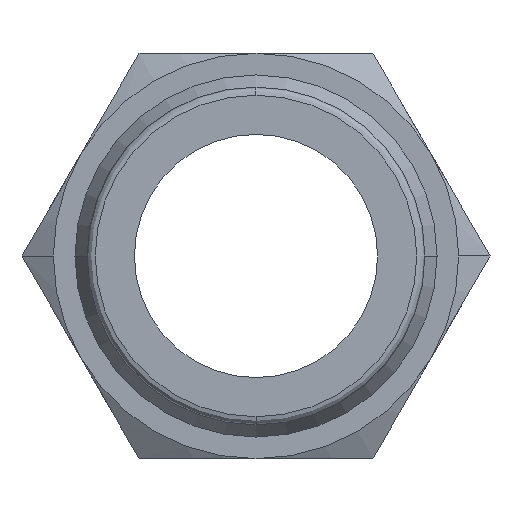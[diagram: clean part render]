
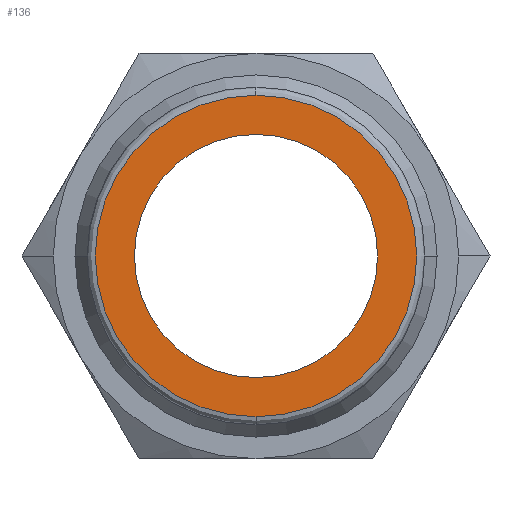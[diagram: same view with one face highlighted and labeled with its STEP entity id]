
A CAD part, front view. The second image highlights one B-rep face of the part: STEP entity #136.
In plain terms, the highlighted planar face has unit normal (0, -1, 0).
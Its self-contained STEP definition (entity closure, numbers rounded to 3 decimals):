
#136=ADVANCED_FACE('',(#281,#282),#283,.T.);
#281=FACE_BOUND('',#430,.T.);
#282=FACE_OUTER_BOUND('',#431,.T.);
#283=PLANE('',#432);
#430=EDGE_LOOP('',(#746,#747));
#431=EDGE_LOOP('',(#748,#749,#750));
#432=AXIS2_PLACEMENT_3D('',#751,#752,#753);
#746=ORIENTED_EDGE('',*,*,#931,.T.);
#747=ORIENTED_EDGE('',*,*,#892,.T.);
#748=ORIENTED_EDGE('',*,*,#855,.F.);
#749=ORIENTED_EDGE('',*,*,#854,.F.);
#750=ORIENTED_EDGE('',*,*,#974,.F.);
#751=CARTESIAN_POINT('',(2.975,0.0,0.0));
#752=DIRECTION('',(-0.0,-1.0,-0.0));
#753=DIRECTION('',(-1.0,0.0,0.0));
#854=EDGE_CURVE('',#998,#1001,#1002,.T.);
#855=EDGE_CURVE('',#1001,#1003,#1004,.T.);
#892=EDGE_CURVE('',#1060,#1064,#1066,.T.);
#931=EDGE_CURVE('',#1064,#1060,#1122,.T.);
#974=EDGE_CURVE('',#1003,#998,#1174,.T.);
#998=VERTEX_POINT('',#1200);
#1001=VERTEX_POINT('',#1203);
#1002=CIRCLE('',#1204,5.95);
#1003=VERTEX_POINT('',#1205);
#1004=CIRCLE('',#1206,5.95);
#1060=VERTEX_POINT('',#1333);
#1064=VERTEX_POINT('',#1338);
#1066=CIRCLE('',#1341,4.5);
#1122=CIRCLE('',#1452,4.5);
#1174=CIRCLE('',#1589,5.95);
#1200=CARTESIAN_POINT('',(0.,0.0,5.95));
#1203=CARTESIAN_POINT('',(5.95,0.0,0.0));
#1204=AXIS2_PLACEMENT_3D('',#1696,#1697,#1698);
#1205=CARTESIAN_POINT('',(0.,0.0,-5.95));
#1206=AXIS2_PLACEMENT_3D('',#1699,#1700,#1701);
#1333=CARTESIAN_POINT('',(4.5,0.0,0.));
#1338=CARTESIAN_POINT('',(-4.5,0.0,0.));
#1341=AXIS2_PLACEMENT_3D('',#1757,#1758,#1759);
#1452=AXIS2_PLACEMENT_3D('',#1807,#1808,#1809);
#1589=AXIS2_PLACEMENT_3D('',#1854,#1855,#1856);
#1696=CARTESIAN_POINT('',(0.0,0.0,0.0));
#1697=DIRECTION('',(-0.0,1.0,0.0));
#1698=DIRECTION('',(1.0,0.0,0.0));
#1699=CARTESIAN_POINT('',(0.0,0.0,0.0));
#1700=DIRECTION('',(-0.0,1.0,0.0));
#1701=DIRECTION('',(1.0,0.0,0.0));
#1757=CARTESIAN_POINT('',(0.0,0.0,0.0));
#1758=DIRECTION('',(-0.0,1.0,0.0));
#1759=DIRECTION('',(1.0,0.0,0.0));
#1807=CARTESIAN_POINT('',(0.0,0.0,0.0));
#1808=DIRECTION('',(-0.0,1.0,0.0));
#1809=DIRECTION('',(1.0,0.0,0.0));
#1854=CARTESIAN_POINT('',(0.0,0.0,0.0));
#1855=DIRECTION('',(-0.0,1.0,0.0));
#1856=DIRECTION('',(1.0,0.0,0.0));
